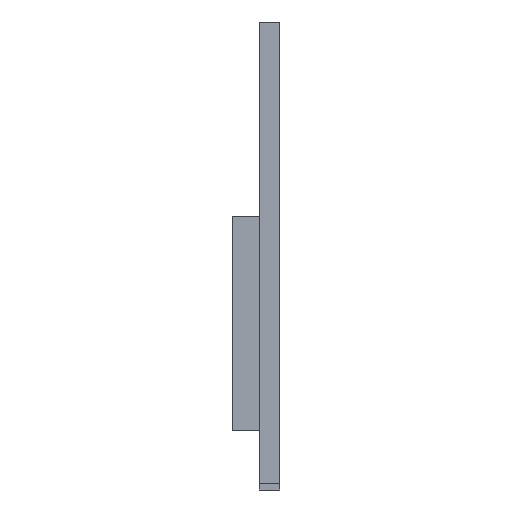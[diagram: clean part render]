
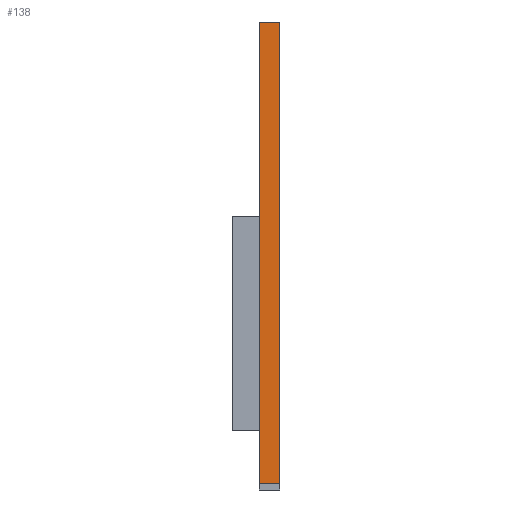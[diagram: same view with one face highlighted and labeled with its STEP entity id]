
A CAD part, left-side view. The second image highlights one B-rep face of the part: STEP entity #138.
In plain terms, the highlighted planar face has unit normal (-1, 0, 0).
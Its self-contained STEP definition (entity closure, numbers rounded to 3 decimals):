
#55 = VECTOR ( 'NONE', #904, 1000. ) ;
#76 = LINE ( 'NONE', #573, #545 ) ;
#128 = CARTESIAN_POINT ( 'NONE',  ( -37.2, 1.5, 22.2 ) ) ;
#138 = ADVANCED_FACE ( 'NONE', ( #1016 ), #860, .F. ) ;
#246 = ORIENTED_EDGE ( 'NONE', *, *, #442, .F. ) ;
#260 = CARTESIAN_POINT ( 'NONE',  ( -37.2, 0., -11.8 ) ) ;
#281 = CARTESIAN_POINT ( 'NONE',  ( -37.2, 0., 22.2 ) ) ;
#316 = DIRECTION ( 'NONE',  ( 0., 0., -1. ) ) ;
#319 = EDGE_CURVE ( 'NONE', #712, #824, #76, .T. ) ;
#376 = ORIENTED_EDGE ( 'NONE', *, *, #672, .F. ) ;
#396 = CARTESIAN_POINT ( 'NONE',  ( -37.2, 1.5, 20.2 ) ) ;
#410 = ORIENTED_EDGE ( 'NONE', *, *, #319, .T. ) ;
#422 = EDGE_CURVE ( 'NONE', #824, #1026, #1001, .T. ) ;
#442 = EDGE_CURVE ( 'NONE', #712, #597, #954, .T. ) ;
#519 = VECTOR ( 'NONE', #563, 1000. ) ;
#545 = VECTOR ( 'NONE', #737, 1000. ) ;
#563 = DIRECTION ( 'NONE',  ( 0., 0., 1. ) ) ;
#565 = DIRECTION ( 'NONE',  ( 1., 0., 0. ) ) ;
#568 = AXIS2_PLACEMENT_3D ( 'NONE', #396, #565, #316 ) ;
#573 = CARTESIAN_POINT ( 'NONE',  ( -37.2, 1.5, -11.8 ) ) ;
#597 = VERTEX_POINT ( 'NONE', #687 ) ;
#662 = ORIENTED_EDGE ( 'NONE', *, *, #422, .T. ) ;
#663 = DIRECTION ( 'NONE',  ( 0., 0., 1. ) ) ;
#672 = EDGE_CURVE ( 'NONE', #597, #1026, #939, .T. ) ;
#687 = CARTESIAN_POINT ( 'NONE',  ( -37.2, 1.5, 22.2 ) ) ;
#712 = VERTEX_POINT ( 'NONE', #840 ) ;
#732 = CARTESIAN_POINT ( 'NONE',  ( -37.2, 0., 20.2 ) ) ;
#737 = DIRECTION ( 'NONE',  ( 0., -1., 0. ) ) ;
#770 = VECTOR ( 'NONE', #663, 1000. ) ;
#824 = VERTEX_POINT ( 'NONE', #260 ) ;
#840 = CARTESIAN_POINT ( 'NONE',  ( -37.2, 1.5, -11.8 ) ) ;
#860 = PLANE ( 'NONE',  #568 ) ;
#904 = DIRECTION ( 'NONE',  ( 0., -1., 0. ) ) ;
#925 = EDGE_LOOP ( 'NONE', ( #662, #376, #246, #410 ) ) ;
#939 = LINE ( 'NONE', #128, #55 ) ;
#954 = LINE ( 'NONE', #955, #519 ) ;
#955 = CARTESIAN_POINT ( 'NONE',  ( -37.2, 1.5, 20.2 ) ) ;
#1001 = LINE ( 'NONE', #732, #770 ) ;
#1016 = FACE_OUTER_BOUND ( 'NONE', #925, .T. ) ;
#1026 = VERTEX_POINT ( 'NONE', #281 ) ;
